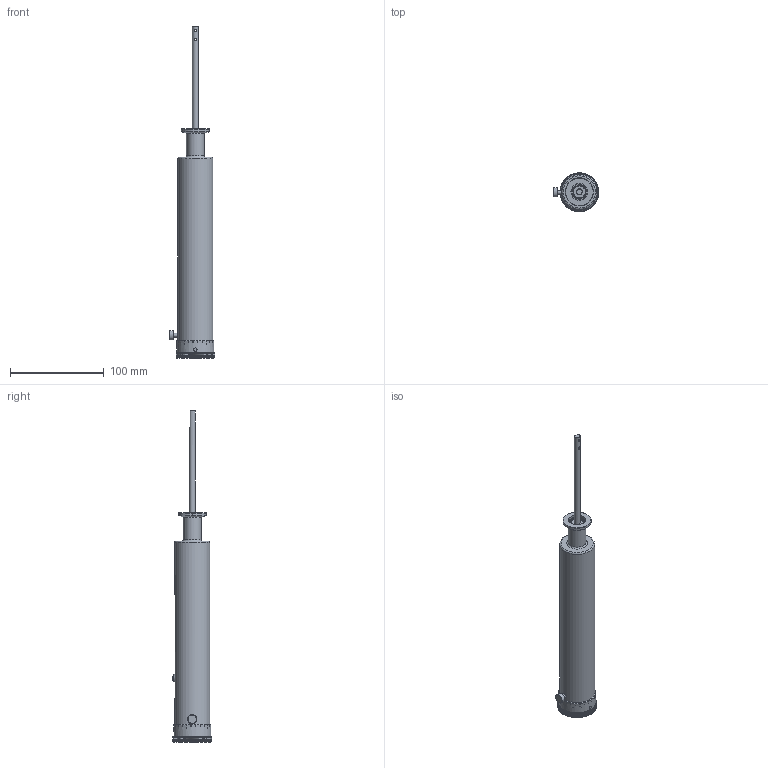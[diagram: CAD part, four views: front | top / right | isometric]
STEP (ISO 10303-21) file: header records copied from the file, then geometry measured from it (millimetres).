
FILE_DESCRIPTION(/* description */ ('Alibre Inc.'),/* implementation_level */ '2;1');
FILE_NAME(/* name */ 'export0',/* time_stamp */ '2016-03-24T16:12:57-07:00',/* author */ (''),/* organization */ (''),/* preprocessor_version */ 'ST-DEVELOPER v14',/* originating_system */ 'Alibre',/* authorisation */ '');
FILE_SCHEMA (('CONFIG_CONTROL_DESIGN'));
Length unit declared in the file: centimetre
Products named in the file (1): ID_1
Bounding box: 48.52 x 41.81 x 354.89 mm (x, y, z)
Volume: 249722.5 mm3; surface area: 67188.5 mm2
Topology: 1 solids, 1 shells, 835 faces, 2342 edges, 1550 vertices
Faces by surface type: plane 446, cylinder 203, bspline 151, cone 22, torus 10, sphere 3
Full cylindrical faces by diameter (mm): 2.642 x2, 2.845 x1, 3.251 x1, 3.454 x1, 4.166 x1, 4.648 x1, 6.35 x1, 9.423 x1, 9.906 x1, 15.773 x1, 15.812 x1, 18.161 x1, 19.05 x1, 30.65 x1, 30.734 x1, 37.465 x1, 37.846 x1, 39.7 x1
Entity records: 45173 total; most frequent: CARTESIAN_POINT 28138, ORIENTED_EDGE 4606, EDGE_CURVE 2303, DIRECTION 1950, VERTEX_POINT 1559, EDGE_LOOP 938, FACE_BOUND 938, AXIS2_PLACEMENT_3D 839
